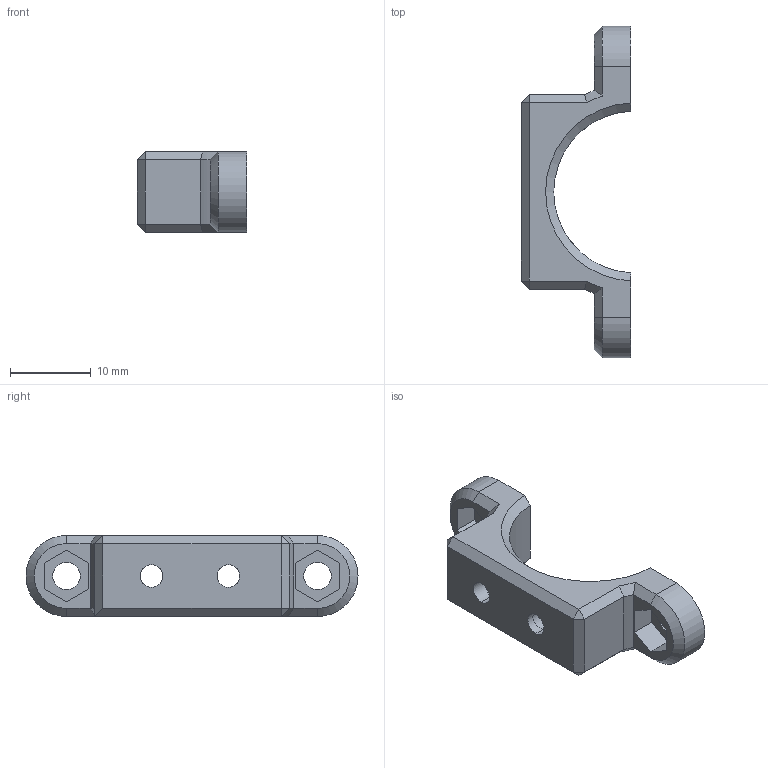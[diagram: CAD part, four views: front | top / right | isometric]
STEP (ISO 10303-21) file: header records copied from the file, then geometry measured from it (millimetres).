
FILE_DESCRIPTION(('FreeCAD Model'),'2;1');
FILE_NAME('Open CASCADE Shape Model','2023-01-15T11:45:42',('Author'),( ''),'Open CASCADE STEP processor 7.5','FreeCAD','Unknown');
FILE_SCHEMA(('AUTOMOTIVE_DESIGN { 1 0 10303 214 1 1 1 1 }'));
Length unit declared in the file: millimetre
Products named in the file (1): z-endstop-adj
Bounding box: 13.5 x 41 x 10 mm (x, y, z)
Volume: 2094.1 mm3; surface area: 1670.9 mm2
Topology: 1 solids, 1 shells, 58 faces, 139 edges, 85 vertices
Faces by surface type: plane 37, cylinder 13, cone 8
Full cylindrical faces by diameter (mm): 2.8 x2, 3.4 x2
Entity records: 4511 total; most frequent: CARTESIAN_POINT 1720, DIRECTION 502, LINE 297, VECTOR 297, ORIENTED_EDGE 278, PCURVE 278, DEFINITIONAL_REPRESENTATION 278, EDGE_CURVE 139
